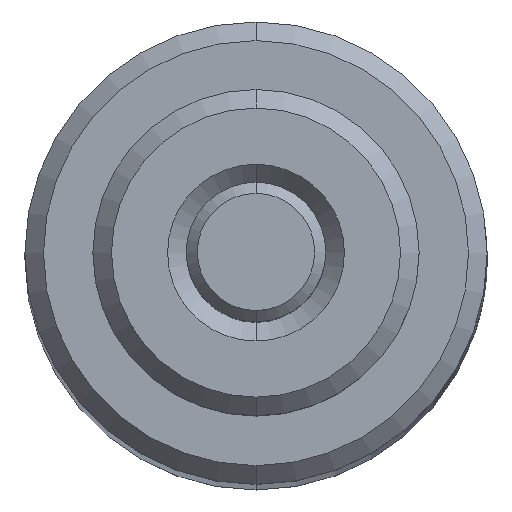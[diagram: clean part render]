
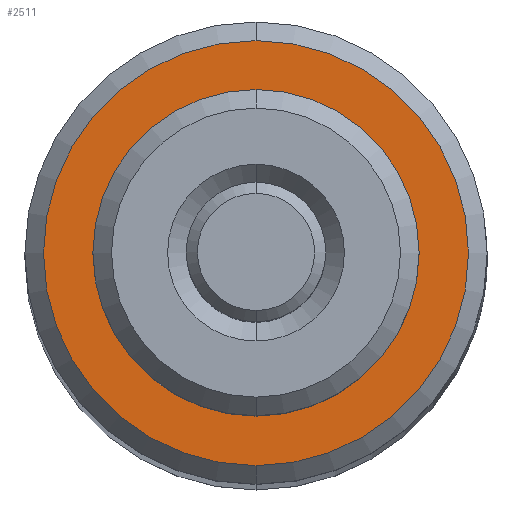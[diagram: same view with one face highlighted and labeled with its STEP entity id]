
A CAD part, top view. The second image highlights one B-rep face of the part: STEP entity #2511.
In plain terms, the highlighted planar face has unit normal (0, 0, 1).
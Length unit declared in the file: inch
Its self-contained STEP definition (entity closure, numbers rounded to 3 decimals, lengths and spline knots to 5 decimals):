
#36 = EDGE_CURVE ( 'NONE', #1492, #574, #2798, .T. ) ;
#372 = AXIS2_PLACEMENT_3D ( 'NONE', #990, #2551, #1225 ) ;
#410 = CIRCLE ( 'NONE', #1125, 0.197 ) ;
#569 = VERTEX_POINT ( 'NONE', #1883 ) ;
#570 = DIRECTION ( 'NONE',  ( 0., 0., 1. ) ) ;
#574 = VERTEX_POINT ( 'NONE', #2784 ) ;
#672 = CIRCLE ( 'NONE', #2437, 0.285 ) ;
#682 = EDGE_LOOP ( 'NONE', ( #1710, #727 ) ) ;
#727 = ORIENTED_EDGE ( 'NONE', *, *, #1064, .T. ) ;
#858 = CARTESIAN_POINT ( 'NONE',  ( 0., 0.197, -0.38 ) ) ;
#950 = DIRECTION ( 'NONE',  ( 0., -1., 0. ) ) ;
#990 = CARTESIAN_POINT ( 'NONE',  ( 0., 0., -0.38 ) ) ;
#1047 = FACE_BOUND ( 'NONE', #2891, .T. ) ;
#1055 = DIRECTION ( 'NONE',  ( 0., 0., 1. ) ) ;
#1064 = EDGE_CURVE ( 'NONE', #574, #1492, #672, .T. ) ;
#1125 = AXIS2_PLACEMENT_3D ( 'NONE', #2390, #1055, #2620 ) ;
#1173 = CARTESIAN_POINT ( 'NONE',  ( 0., 0.21875, -0.38 ) ) ;
#1225 = DIRECTION ( 'NONE',  ( 0., -1., 0. ) ) ;
#1243 = ORIENTED_EDGE ( 'NONE', *, *, #2823, .F. ) ;
#1293 = DIRECTION ( 'NONE',  ( 0., 0., 1. ) ) ;
#1358 = CIRCLE ( 'NONE', #2529, 0.197 ) ;
#1440 = CARTESIAN_POINT ( 'NONE',  ( 0., 0.285, -0.38 ) ) ;
#1492 = VERTEX_POINT ( 'NONE', #1440 ) ;
#1632 = AXIS2_PLACEMENT_3D ( 'NONE', #1173, #2290, #950 ) ;
#1710 = ORIENTED_EDGE ( 'NONE', *, *, #36, .T. ) ;
#1757 = ORIENTED_EDGE ( 'NONE', *, *, #2666, .F. ) ;
#1883 = CARTESIAN_POINT ( 'NONE',  ( 0., -0.197, -0.38 ) ) ;
#1900 = CARTESIAN_POINT ( 'NONE',  ( 0., 0., -0.38 ) ) ;
#1944 = VERTEX_POINT ( 'NONE', #858 ) ;
#2061 = PLANE ( 'NONE',  #1632 ) ;
#2125 = DIRECTION ( 'NONE',  ( 0., -1., 0. ) ) ;
#2290 = DIRECTION ( 'NONE',  ( 0., 0., 1. ) ) ;
#2390 = CARTESIAN_POINT ( 'NONE',  ( 0., 0., -0.38 ) ) ;
#2437 = AXIS2_PLACEMENT_3D ( 'NONE', #2633, #1293, #2866 ) ;
#2511 = ADVANCED_FACE ( 'NONE', ( #2843, #1047 ), #2061, .T. ) ;
#2529 = AXIS2_PLACEMENT_3D ( 'NONE', #1900, #570, #2125 ) ;
#2551 = DIRECTION ( 'NONE',  ( 0., 0., 1. ) ) ;
#2620 = DIRECTION ( 'NONE',  ( 0., -1., 0. ) ) ;
#2633 = CARTESIAN_POINT ( 'NONE',  ( 0., 0., -0.38 ) ) ;
#2666 = EDGE_CURVE ( 'NONE', #569, #1944, #1358, .T. ) ;
#2784 = CARTESIAN_POINT ( 'NONE',  ( 0., -0.285, -0.38 ) ) ;
#2798 = CIRCLE ( 'NONE', #372, 0.285 ) ;
#2823 = EDGE_CURVE ( 'NONE', #1944, #569, #410, .T. ) ;
#2843 = FACE_OUTER_BOUND ( 'NONE', #682, .T. ) ;
#2866 = DIRECTION ( 'NONE',  ( 0., -1., 0. ) ) ;
#2891 = EDGE_LOOP ( 'NONE', ( #1757, #1243 ) ) ;
